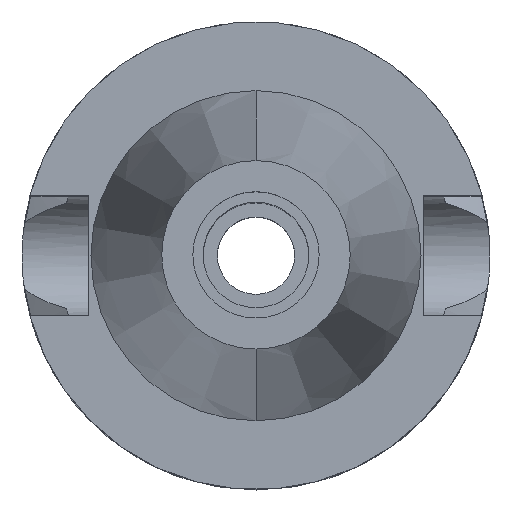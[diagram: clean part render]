
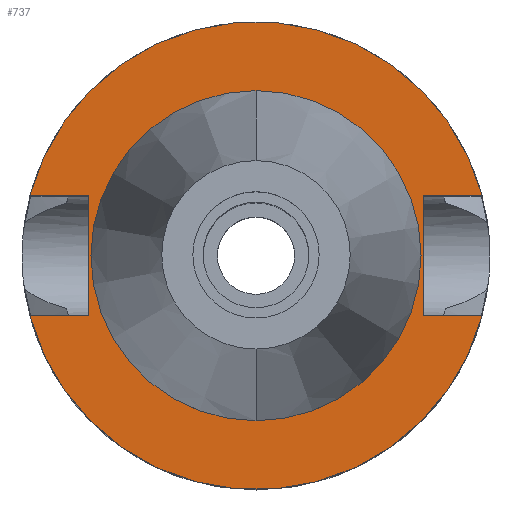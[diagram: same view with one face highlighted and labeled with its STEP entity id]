
A CAD part, top view. The second image highlights one B-rep face of the part: STEP entity #737.
In plain terms, the highlighted planar face has unit normal (0, 0, 1).
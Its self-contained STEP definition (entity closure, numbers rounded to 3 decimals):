
#33 = DIRECTION ( 'NONE',  ( 1., 0., 0. ) ) ;
#97 = PLANE ( 'NONE',  #1134 ) ;
#122 = DIRECTION ( 'NONE',  ( 0., -1., 0. ) ) ;
#124 = DIRECTION ( 'NONE',  ( 0., -1., 0. ) ) ;
#127 = CARTESIAN_POINT ( 'NONE',  ( -22.5, 8.05, -1. ) ) ;
#139 = EDGE_CURVE ( 'NONE', #1373, #1049, #583, .T. ) ;
#149 = CIRCLE ( 'NONE', #1091, 31.5 ) ;
#199 = ORIENTED_EDGE ( 'NONE', *, *, #1578, .T. ) ;
#214 = CARTESIAN_POINT ( 'NONE',  ( 0., -22.225, -1. ) ) ;
#221 = ORIENTED_EDGE ( 'NONE', *, *, #3023, .F. ) ;
#232 = VECTOR ( 'NONE', #2446, 1000. ) ;
#311 = VERTEX_POINT ( 'NONE', #1745 ) ;
#369 = ORIENTED_EDGE ( 'NONE', *, *, #2689, .F. ) ;
#389 = VECTOR ( 'NONE', #1053, 1000. ) ;
#405 = CARTESIAN_POINT ( 'NONE',  ( 30.454, 8.05, -1. ) ) ;
#422 = VERTEX_POINT ( 'NONE', #1634 ) ;
#480 = VECTOR ( 'NONE', #33, 1000. ) ;
#551 = FACE_OUTER_BOUND ( 'NONE', #939, .T. ) ;
#574 = DIRECTION ( 'NONE',  ( 0., 0., 1. ) ) ;
#583 = CIRCLE ( 'NONE', #677, 22.225 ) ;
#596 = CARTESIAN_POINT ( 'NONE',  ( 22.5, 8.05, -1. ) ) ;
#602 = CARTESIAN_POINT ( 'NONE',  ( -22.5, -8.05, -1. ) ) ;
#607 = ORIENTED_EDGE ( 'NONE', *, *, #1272, .F. ) ;
#651 = CARTESIAN_POINT ( 'NONE',  ( -30.454, -8.05, -1. ) ) ;
#677 = AXIS2_PLACEMENT_3D ( 'NONE', #2145, #1000, #1934 ) ;
#737 = ADVANCED_FACE ( 'NONE', ( #551, #2210 ), #97, .F. ) ;
#759 = CARTESIAN_POINT ( 'NONE',  ( 22.5, -8.05, -1. ) ) ;
#768 = VERTEX_POINT ( 'NONE', #405 ) ;
#820 = DIRECTION ( 'NONE',  ( 0., -1., 0. ) ) ;
#821 = CARTESIAN_POINT ( 'NONE',  ( 0., 0., -1. ) ) ;
#870 = CARTESIAN_POINT ( 'NONE',  ( -22.5, -8.05, -1. ) ) ;
#873 = CARTESIAN_POINT ( 'NONE',  ( 0., 0., -1. ) ) ;
#882 = VERTEX_POINT ( 'NONE', #870 ) ;
#896 = DIRECTION ( 'NONE',  ( -1., 0., 0. ) ) ;
#932 = VECTOR ( 'NONE', #896, 1000. ) ;
#939 = EDGE_LOOP ( 'NONE', ( #1725, #2232, #221, #607, #199, #1045, #1457, #2443 ) ) ;
#1000 = DIRECTION ( 'NONE',  ( 0., 0., 1. ) ) ;
#1045 = ORIENTED_EDGE ( 'NONE', *, *, #2313, .F. ) ;
#1049 = VERTEX_POINT ( 'NONE', #214 ) ;
#1053 = DIRECTION ( 'NONE',  ( 0., 1., 0. ) ) ;
#1091 = AXIS2_PLACEMENT_3D ( 'NONE', #873, #2036, #2027 ) ;
#1134 = AXIS2_PLACEMENT_3D ( 'NONE', #1545, #2280, #124 ) ;
#1239 = VERTEX_POINT ( 'NONE', #1927 ) ;
#1272 = EDGE_CURVE ( 'NONE', #2466, #1239, #1815, .T. ) ;
#1280 = CIRCLE ( 'NONE', #2455, 22.225 ) ;
#1291 = LINE ( 'NONE', #602, #389 ) ;
#1330 = VERTEX_POINT ( 'NONE', #651 ) ;
#1373 = VERTEX_POINT ( 'NONE', #2739 ) ;
#1386 = ORIENTED_EDGE ( 'NONE', *, *, #139, .F. ) ;
#1398 = CARTESIAN_POINT ( 'NONE',  ( -30.454, 8.05, -1. ) ) ;
#1404 = EDGE_CURVE ( 'NONE', #882, #1330, #2978, .T. ) ;
#1427 = AXIS2_PLACEMENT_3D ( 'NONE', #821, #2964, #122 ) ;
#1457 = ORIENTED_EDGE ( 'NONE', *, *, #2321, .F. ) ;
#1543 = DIRECTION ( 'NONE',  ( 0., -1., 0. ) ) ;
#1545 = CARTESIAN_POINT ( 'NONE',  ( 0., 0., -1. ) ) ;
#1578 = EDGE_CURVE ( 'NONE', #2466, #768, #2348, .T. ) ;
#1634 = CARTESIAN_POINT ( 'NONE',  ( 30.454, -8.05, -1. ) ) ;
#1725 = ORIENTED_EDGE ( 'NONE', *, *, #1404, .T. ) ;
#1745 = CARTESIAN_POINT ( 'NONE',  ( -22.5, 8.05, -1. ) ) ;
#1810 = VECTOR ( 'NONE', #820, 1000. ) ;
#1815 = LINE ( 'NONE', #596, #1810 ) ;
#1872 = EDGE_LOOP ( 'NONE', ( #1386, #369 ) ) ;
#1900 = LINE ( 'NONE', #759, #2058 ) ;
#1927 = CARTESIAN_POINT ( 'NONE',  ( 22.5, -8.05, -1. ) ) ;
#1934 = DIRECTION ( 'NONE',  ( 0., 1., 0. ) ) ;
#1950 = CARTESIAN_POINT ( 'NONE',  ( 22.5, 8.05, -1. ) ) ;
#2027 = DIRECTION ( 'NONE',  ( 0., 1., 0. ) ) ;
#2036 = DIRECTION ( 'NONE',  ( 0., 0., -1. ) ) ;
#2058 = VECTOR ( 'NONE', #2117, 1000. ) ;
#2117 = DIRECTION ( 'NONE',  ( 1., 0., 0. ) ) ;
#2145 = CARTESIAN_POINT ( 'NONE',  ( 0., 0., -1. ) ) ;
#2210 = FACE_BOUND ( 'NONE', #1872, .T. ) ;
#2215 = EDGE_CURVE ( 'NONE', #882, #311, #1291, .T. ) ;
#2232 = ORIENTED_EDGE ( 'NONE', *, *, #2722, .F. ) ;
#2280 = DIRECTION ( 'NONE',  ( 0., 0., -1. ) ) ;
#2313 = EDGE_CURVE ( 'NONE', #2868, #768, #149, .T. ) ;
#2321 = EDGE_CURVE ( 'NONE', #311, #2868, #2997, .T. ) ;
#2348 = LINE ( 'NONE', #1950, #480 ) ;
#2443 = ORIENTED_EDGE ( 'NONE', *, *, #2215, .F. ) ;
#2446 = DIRECTION ( 'NONE',  ( -1., 0., 0. ) ) ;
#2455 = AXIS2_PLACEMENT_3D ( 'NONE', #2469, #574, #1543 ) ;
#2466 = VERTEX_POINT ( 'NONE', #2538 ) ;
#2468 = CARTESIAN_POINT ( 'NONE',  ( -22.5, -8.05, -1. ) ) ;
#2469 = CARTESIAN_POINT ( 'NONE',  ( 0., 0., -1. ) ) ;
#2538 = CARTESIAN_POINT ( 'NONE',  ( 22.5, 8.05, -1. ) ) ;
#2689 = EDGE_CURVE ( 'NONE', #1049, #1373, #1280, .T. ) ;
#2722 = EDGE_CURVE ( 'NONE', #422, #1330, #2752, .T. ) ;
#2739 = CARTESIAN_POINT ( 'NONE',  ( 0., 22.225, -1. ) ) ;
#2752 = CIRCLE ( 'NONE', #1427, 31.5 ) ;
#2868 = VERTEX_POINT ( 'NONE', #1398 ) ;
#2964 = DIRECTION ( 'NONE',  ( 0., 0., -1. ) ) ;
#2978 = LINE ( 'NONE', #2468, #232 ) ;
#2997 = LINE ( 'NONE', #127, #932 ) ;
#3023 = EDGE_CURVE ( 'NONE', #1239, #422, #1900, .T. ) ;
